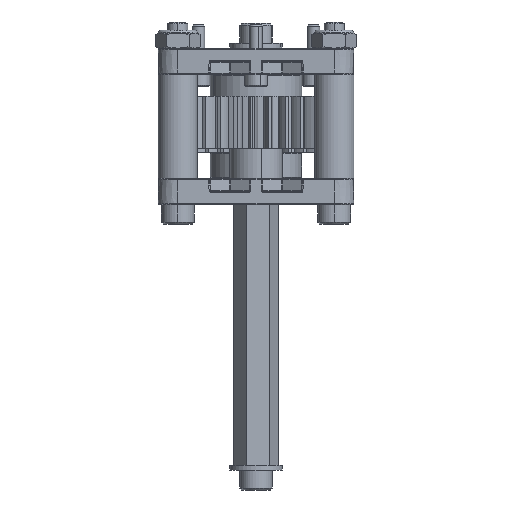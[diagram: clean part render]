
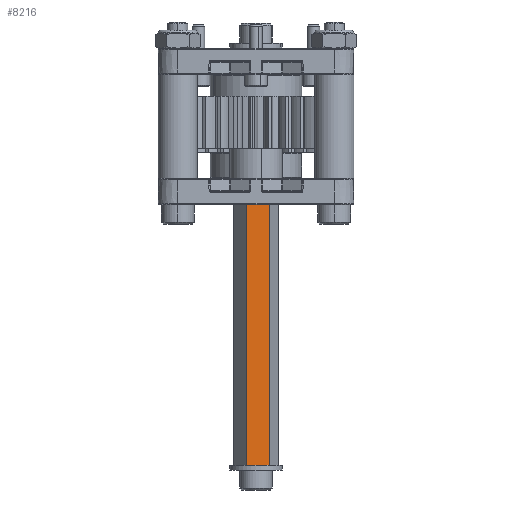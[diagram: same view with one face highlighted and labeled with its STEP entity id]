
A CAD part, left-side view. The second image highlights one B-rep face of the part: STEP entity #8216.
In plain terms, the highlighted face is planar.
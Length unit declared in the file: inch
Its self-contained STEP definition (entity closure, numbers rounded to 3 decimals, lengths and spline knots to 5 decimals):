
#1196 = VECTOR ( 'NONE', #26709, 39.37008 ) ;
#1945 = CARTESIAN_POINT ( 'NONE',  ( 0.10825, 0.1875, 4. ) ) ;
#4201 = DIRECTION ( 'NONE',  ( -1., 0., 0. ) ) ;
#5039 = DIRECTION ( 'NONE',  ( -1., 0., 0. ) ) ;
#5339 = LINE ( 'NONE', #53642, #19477 ) ;
#5601 = CARTESIAN_POINT ( 'NONE',  ( -0.10825, 0.1875, 0. ) ) ;
#7647 = ORIENTED_EDGE ( 'NONE', *, *, #25378, .T. ) ;
#8216 = ADVANCED_FACE ( 'NONE', ( #30835 ), #32750, .F. ) ;
#8867 = CARTESIAN_POINT ( 'NONE',  ( 0.10825, 0.1875, 4. ) ) ;
#9264 = CARTESIAN_POINT ( 'NONE',  ( 0.10825, 0.1875, 0. ) ) ;
#10900 = VERTEX_POINT ( 'NONE', #9264 ) ;
#11858 = ORIENTED_EDGE ( 'NONE', *, *, #24928, .T. ) ;
#14316 = DIRECTION ( 'NONE',  ( 0., -1., 0. ) ) ;
#14465 = VERTEX_POINT ( 'NONE', #46795 ) ;
#14747 = CARTESIAN_POINT ( 'NONE',  ( -0.10825, 0.1875, 4. ) ) ;
#17575 = DIRECTION ( 'NONE',  ( 0., 0., -1. ) ) ;
#19477 = VECTOR ( 'NONE', #22884, 39.37008 ) ;
#22884 = DIRECTION ( 'NONE',  ( 0., 0., -1. ) ) ;
#24398 = ORIENTED_EDGE ( 'NONE', *, *, #31976, .F. ) ;
#24928 = EDGE_CURVE ( 'NONE', #14465, #10900, #30451, .T. ) ;
#25378 = EDGE_CURVE ( 'NONE', #10900, #25463, #44981, .T. ) ;
#25463 = VERTEX_POINT ( 'NONE', #5601 ) ;
#26709 = DIRECTION ( 'NONE',  ( 0., 0., -1. ) ) ;
#27636 = LINE ( 'NONE', #38720, #43311 ) ;
#30451 = LINE ( 'NONE', #8867, #1196 ) ;
#30835 = FACE_OUTER_BOUND ( 'NONE', #45229, .T. ) ;
#31774 = VECTOR ( 'NONE', #5039, 39.37008 ) ;
#31843 = EDGE_CURVE ( 'NONE', #14465, #43914, #27636, .T. ) ;
#31976 = EDGE_CURVE ( 'NONE', #43914, #25463, #5339, .T. ) ;
#32750 = PLANE ( 'NONE',  #35867 ) ;
#35867 = AXIS2_PLACEMENT_3D ( 'NONE', #1945, #14316, #17575 ) ;
#38720 = CARTESIAN_POINT ( 'NONE',  ( 0.10825, 0.1875, 4. ) ) ;
#43311 = VECTOR ( 'NONE', #4201, 39.37008 ) ;
#43914 = VERTEX_POINT ( 'NONE', #14747 ) ;
#44981 = LINE ( 'NONE', #49881, #31774 ) ;
#45229 = EDGE_LOOP ( 'NONE', ( #7647, #24398, #54782, #11858 ) ) ;
#46795 = CARTESIAN_POINT ( 'NONE',  ( 0.10825, 0.1875, 4. ) ) ;
#49881 = CARTESIAN_POINT ( 'NONE',  ( 0.10825, 0.1875, 0. ) ) ;
#53642 = CARTESIAN_POINT ( 'NONE',  ( -0.10825, 0.1875, 4. ) ) ;
#54782 = ORIENTED_EDGE ( 'NONE', *, *, #31843, .F. ) ;
